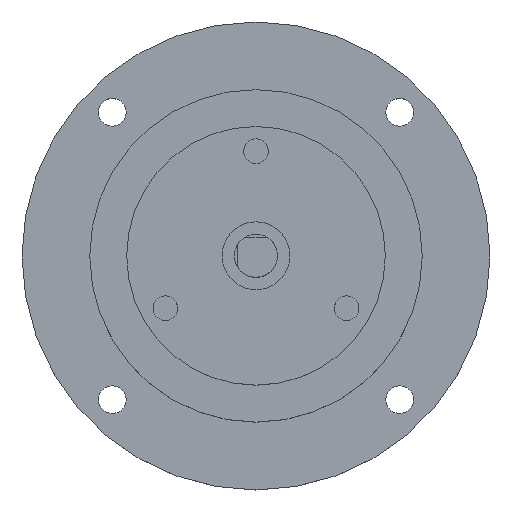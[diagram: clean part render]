
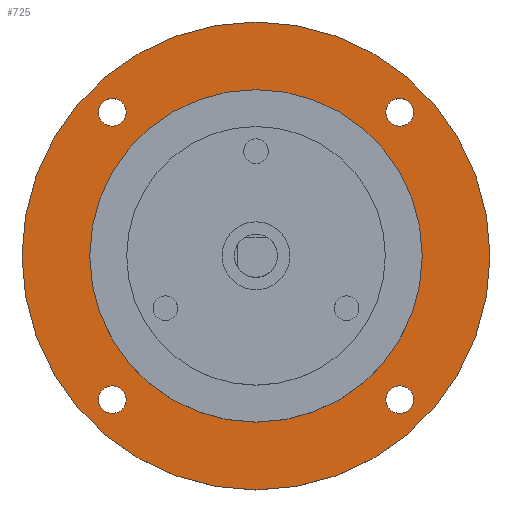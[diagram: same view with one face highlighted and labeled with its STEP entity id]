
A CAD part, top view. The second image highlights one B-rep face of the part: STEP entity #725.
In plain terms, the highlighted planar face has unit normal (0, 0, 1).
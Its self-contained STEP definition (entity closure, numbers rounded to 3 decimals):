
#6 = CARTESIAN_POINT ( 'NONE',  ( -23.335, -25.585, 56. ) ) ;
#13 = DIRECTION ( 'NONE',  ( 0., 1., 0. ) ) ;
#14 = DIRECTION ( 'NONE',  ( 0., 0., 1. ) ) ;
#15 = AXIS2_PLACEMENT_3D ( 'NONE', #34, #14, #13 ) ;
#22 = CARTESIAN_POINT ( 'NONE',  ( 23.335, 25.585, 56. ) ) ;
#32 = CIRCLE ( 'NONE', #15, 2.25 ) ;
#33 = CARTESIAN_POINT ( 'NONE',  ( -23.335, -21.085, 56. ) ) ;
#34 = CARTESIAN_POINT ( 'NONE',  ( -23.335, -23.335, 56. ) ) ;
#121 = DIRECTION ( 'NONE',  ( -1., 0., 0. ) ) ;
#122 = DIRECTION ( 'NONE',  ( 0., 0., 1. ) ) ;
#123 = CARTESIAN_POINT ( 'NONE',  ( 23.335, -23.335, 56. ) ) ;
#124 = AXIS2_PLACEMENT_3D ( 'NONE', #123, #122, #121 ) ;
#125 = CIRCLE ( 'NONE', #124, 2.25 ) ;
#129 = CARTESIAN_POINT ( 'NONE',  ( 21.085, -23.335, 56. ) ) ;
#130 = CARTESIAN_POINT ( 'NONE',  ( 25.585, -23.335, 56. ) ) ;
#181 = CARTESIAN_POINT ( 'NONE',  ( 23.335, 21.085, 56. ) ) ;
#182 = DIRECTION ( 'NONE',  ( 0., -1., 0. ) ) ;
#183 = DIRECTION ( 'NONE',  ( 0., 0., 1. ) ) ;
#184 = CARTESIAN_POINT ( 'NONE',  ( 23.335, 23.335, 56. ) ) ;
#185 = AXIS2_PLACEMENT_3D ( 'NONE', #184, #183, #182 ) ;
#186 = CIRCLE ( 'NONE', #185, 2.25 ) ;
#209 = CIRCLE ( 'NONE', #214, 2.25 ) ;
#211 = CARTESIAN_POINT ( 'NONE',  ( -23.335, 23.335, 56. ) ) ;
#212 = DIRECTION ( 'NONE',  ( 0., 0., 1. ) ) ;
#213 = DIRECTION ( 'NONE',  ( 1., 0., 0. ) ) ;
#214 = AXIS2_PLACEMENT_3D ( 'NONE', #211, #212, #213 ) ;
#221 = CARTESIAN_POINT ( 'NONE',  ( -25.585, 23.335, 56. ) ) ;
#223 = CARTESIAN_POINT ( 'NONE',  ( -21.085, 23.335, 56. ) ) ;
#707 = EDGE_CURVE ( 'NONE', #1060, #1069, #1758, .T. ) ;
#711 = EDGE_LOOP ( 'NONE', ( #732, #733 ) ) ;
#716 = EDGE_CURVE ( 'NONE', #943, #942, #1704, .T. ) ;
#717 = EDGE_CURVE ( 'NONE', #956, #898, #1699, .T. ) ;
#724 = ORIENTED_EDGE ( 'NONE', *, *, #717, .F. ) ;
#725 = ADVANCED_FACE ( 'NONE', ( #1694, #1661, #1660, #1659, #1658, #1657 ), #1656, .T. ) ;
#726 = ORIENTED_EDGE ( 'NONE', *, *, #744, .F. ) ;
#727 = EDGE_LOOP ( 'NONE', ( #726, #735 ) ) ;
#728 = EDGE_LOOP ( 'NONE', ( #755, #729 ) ) ;
#729 = ORIENTED_EDGE ( 'NONE', *, *, #1047, .F. ) ;
#730 = ORIENTED_EDGE ( 'NONE', *, *, #1068, .T. ) ;
#731 = EDGE_LOOP ( 'NONE', ( #724, #745 ) ) ;
#732 = ORIENTED_EDGE ( 'NONE', *, *, #716, .F. ) ;
#733 = ORIENTED_EDGE ( 'NONE', *, *, #945, .F. ) ;
#734 = EDGE_CURVE ( 'NONE', #982, #987, #1786, .T. ) ;
#735 = ORIENTED_EDGE ( 'NONE', *, *, #896, .F. ) ;
#736 = ORIENTED_EDGE ( 'NONE', *, *, #734, .F. ) ;
#739 = EDGE_LOOP ( 'NONE', ( #740, #730 ) ) ;
#740 = ORIENTED_EDGE ( 'NONE', *, *, #707, .T. ) ;
#741 = EDGE_CURVE ( 'NONE', #1048, #1074, #1802, .T. ) ;
#742 = EDGE_LOOP ( 'NONE', ( #736, #743 ) ) ;
#743 = ORIENTED_EDGE ( 'NONE', *, *, #976, .F. ) ;
#744 = EDGE_CURVE ( 'NONE', #895, #892, #1790, .T. ) ;
#745 = ORIENTED_EDGE ( 'NONE', *, *, #955, .F. ) ;
#755 = ORIENTED_EDGE ( 'NONE', *, *, #741, .F. ) ;
#892 = VERTEX_POINT ( 'NONE', #6 ) ;
#895 = VERTEX_POINT ( 'NONE', #33 ) ;
#896 = EDGE_CURVE ( 'NONE', #892, #895, #32, .T. ) ;
#898 = VERTEX_POINT ( 'NONE', #22 ) ;
#942 = VERTEX_POINT ( 'NONE', #130 ) ;
#943 = VERTEX_POINT ( 'NONE', #129 ) ;
#945 = EDGE_CURVE ( 'NONE', #942, #943, #125, .T. ) ;
#955 = EDGE_CURVE ( 'NONE', #898, #956, #186, .T. ) ;
#956 = VERTEX_POINT ( 'NONE', #181 ) ;
#976 = EDGE_CURVE ( 'NONE', #987, #982, #209, .T. ) ;
#982 = VERTEX_POINT ( 'NONE', #223 ) ;
#987 = VERTEX_POINT ( 'NONE', #221 ) ;
#1047 = EDGE_CURVE ( 'NONE', #1074, #1048, #1298, .T. ) ;
#1048 = VERTEX_POINT ( 'NONE', #1293 ) ;
#1060 = VERTEX_POINT ( 'NONE', #1320 ) ;
#1068 = EDGE_CURVE ( 'NONE', #1069, #1060, #1303, .T. ) ;
#1069 = VERTEX_POINT ( 'NONE', #1361 ) ;
#1074 = VERTEX_POINT ( 'NONE', #1356 ) ;
#1293 = CARTESIAN_POINT ( 'NONE',  ( -27., 0., 56. ) ) ;
#1294 = DIRECTION ( 'NONE',  ( 1., 0., 0. ) ) ;
#1295 = DIRECTION ( 'NONE',  ( 0., 0., 1. ) ) ;
#1296 = CARTESIAN_POINT ( 'NONE',  ( 0., 0., 56. ) ) ;
#1297 = AXIS2_PLACEMENT_3D ( 'NONE', #1296, #1295, #1294 ) ;
#1298 = CIRCLE ( 'NONE', #1297, 27. ) ;
#1299 = DIRECTION ( 'NONE',  ( 1., 0., 0. ) ) ;
#1300 = DIRECTION ( 'NONE',  ( 0., 0., 1. ) ) ;
#1301 = CARTESIAN_POINT ( 'NONE',  ( 0., 0., 56. ) ) ;
#1302 = AXIS2_PLACEMENT_3D ( 'NONE', #1301, #1300, #1299 ) ;
#1303 = CIRCLE ( 'NONE', #1302, 38. ) ;
#1320 = CARTESIAN_POINT ( 'NONE',  ( -38., 0., 56. ) ) ;
#1356 = CARTESIAN_POINT ( 'NONE',  ( 27., 0., 56. ) ) ;
#1361 = CARTESIAN_POINT ( 'NONE',  ( 38., 0., 56. ) ) ;
#1651 = DIRECTION ( 'NONE',  ( 1., 0., 0. ) ) ;
#1652 = DIRECTION ( 'NONE',  ( 0., 0., 1. ) ) ;
#1653 = CARTESIAN_POINT ( 'NONE',  ( 0., 0., 56. ) ) ;
#1655 = AXIS2_PLACEMENT_3D ( 'NONE', #1653, #1652, #1651 ) ;
#1656 = PLANE ( 'NONE',  #1655 ) ;
#1657 = FACE_BOUND ( 'NONE', #728, .T. ) ;
#1658 = FACE_OUTER_BOUND ( 'NONE', #739, .T. ) ;
#1659 = FACE_BOUND ( 'NONE', #742, .T. ) ;
#1660 = FACE_BOUND ( 'NONE', #727, .T. ) ;
#1661 = FACE_BOUND ( 'NONE', #711, .T. ) ;
#1694 = FACE_BOUND ( 'NONE', #731, .T. ) ;
#1695 = DIRECTION ( 'NONE',  ( 0., -1., 0. ) ) ;
#1696 = DIRECTION ( 'NONE',  ( 0., 0., 1. ) ) ;
#1697 = CARTESIAN_POINT ( 'NONE',  ( 23.335, 23.335, 56. ) ) ;
#1698 = AXIS2_PLACEMENT_3D ( 'NONE', #1697, #1696, #1695 ) ;
#1699 = CIRCLE ( 'NONE', #1698, 2.25 ) ;
#1700 = DIRECTION ( 'NONE',  ( -1., 0., 0. ) ) ;
#1701 = DIRECTION ( 'NONE',  ( 0., 0., 1. ) ) ;
#1702 = CARTESIAN_POINT ( 'NONE',  ( 23.335, -23.335, 56. ) ) ;
#1703 = AXIS2_PLACEMENT_3D ( 'NONE', #1702, #1701, #1700 ) ;
#1704 = CIRCLE ( 'NONE', #1703, 2.25 ) ;
#1754 = DIRECTION ( 'NONE',  ( 1., 0., 0. ) ) ;
#1755 = DIRECTION ( 'NONE',  ( 0., 0., 1. ) ) ;
#1756 = CARTESIAN_POINT ( 'NONE',  ( 0., 0., 56. ) ) ;
#1757 = AXIS2_PLACEMENT_3D ( 'NONE', #1756, #1755, #1754 ) ;
#1758 = CIRCLE ( 'NONE', #1757, 38. ) ;
#1786 = CIRCLE ( 'NONE', #1807, 2.25 ) ;
#1787 = DIRECTION ( 'NONE',  ( 0., 1., 0. ) ) ;
#1788 = DIRECTION ( 'NONE',  ( 0., 0., 1. ) ) ;
#1789 = AXIS2_PLACEMENT_3D ( 'NONE', #1803, #1788, #1787 ) ;
#1790 = CIRCLE ( 'NONE', #1789, 2.25 ) ;
#1791 = DIRECTION ( 'NONE',  ( 1., 0., 0. ) ) ;
#1792 = DIRECTION ( 'NONE',  ( 0., 0., 1. ) ) ;
#1793 = CARTESIAN_POINT ( 'NONE',  ( 0., 0., 56. ) ) ;
#1794 = AXIS2_PLACEMENT_3D ( 'NONE', #1793, #1792, #1791 ) ;
#1802 = CIRCLE ( 'NONE', #1794, 27. ) ;
#1803 = CARTESIAN_POINT ( 'NONE',  ( -23.335, -23.335, 56. ) ) ;
#1804 = DIRECTION ( 'NONE',  ( 1., 0., 0. ) ) ;
#1805 = DIRECTION ( 'NONE',  ( 0., 0., 1. ) ) ;
#1806 = CARTESIAN_POINT ( 'NONE',  ( -23.335, 23.335, 56. ) ) ;
#1807 = AXIS2_PLACEMENT_3D ( 'NONE', #1806, #1805, #1804 ) ;
